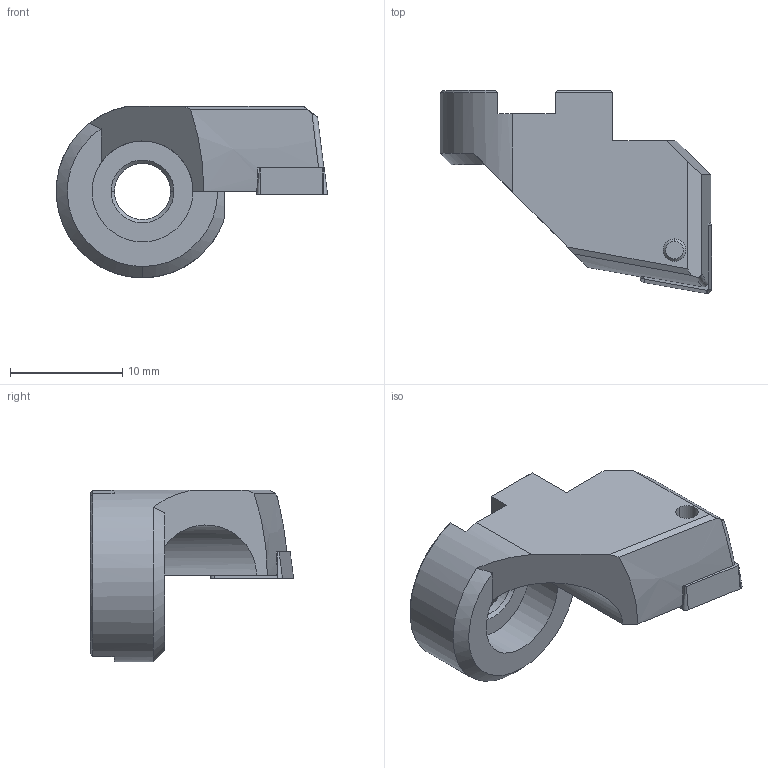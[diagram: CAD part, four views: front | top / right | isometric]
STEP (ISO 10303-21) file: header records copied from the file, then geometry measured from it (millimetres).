
FILE_DESCRIPTION(('no description'),'unknown implementation level');
FILE_NAME('1C7FE268-01EC-4631-B4E3-37A825B8D3F6_export.stp',' ',('CIMSOURCE GmbH'),('CADClick - KiM GmbH - www.kimweb.de'),'unknown preprocess','ACIS','unknown authorization');
FILE_SCHEMA(('automotive_design'));
Length unit declared in the file: millimetre
Products named in the file (3): 626.343 Kaiser ENH 43 CC06 61-74|694.122 Kaiser ETL M2.5x6.5 T7 IP 10S_Standard;NONE; 626.343 Kaiser ENH 43 CC06 61-74|626.343 Kaiser ENH 43 CC06 61-74_Standard;NONE; 626.343 Kaiser ENH 43 CC06 61-74|654.852 Kaiser CCMT 060204 K20C_Standard;NONE
Bounding box: 24.18 x 18.1 x 15.3 mm (x, y, z)
Volume: 1948.3 mm3; surface area: 1596.7 mm2
Topology: 3 solids, 3 shells, 107 faces, 268 edges, 168 vertices
Faces by surface type: plane 38, cylinder 34, cone 27, torus 6, bspline 2
Entity records: 6815 total; most frequent: CARTESIAN_POINT 1059, DIRECTION 598, STYLED_ITEM 546, PRESENTATION_STYLE_ASSIGNMENT 546, COLOUR_RGB 546, ORIENTED_EDGE 536, EDGE_CURVE 268, CURVE_STYLE 268
